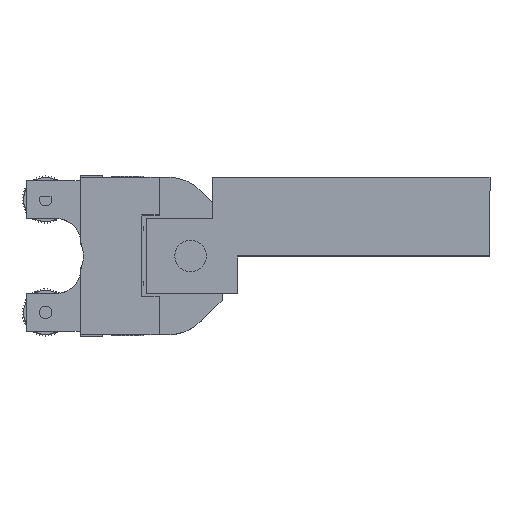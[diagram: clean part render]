
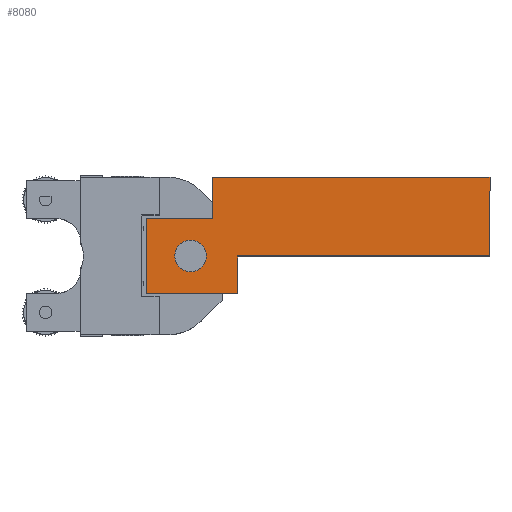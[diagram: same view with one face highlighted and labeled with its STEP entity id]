
A CAD part, top view. The second image highlights one B-rep face of the part: STEP entity #8080.
In plain terms, the highlighted face is planar.
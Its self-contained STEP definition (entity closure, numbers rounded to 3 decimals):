
#375=FACE_BOUND('',#1405,.T.);
#544=PLANE('',#8903);
#884=FACE_OUTER_BOUND('',#1404,.T.);
#1404=EDGE_LOOP('',(#6282,#6283,#6284,#6285,#6286,#6287,#6288,#6289));
#1405=EDGE_LOOP('',(#6290));
#2076=LINE('',#12926,#2685);
#2088=LINE('',#12952,#2697);
#2094=LINE('',#12963,#2703);
#2095=LINE('',#12967,#2704);
#2099=LINE('',#12975,#2708);
#2108=LINE('',#12989,#2717);
#2109=LINE('',#12990,#2718);
#2110=LINE('',#12991,#2719);
#2685=VECTOR('',#10521,10.);
#2697=VECTOR('',#10539,10.);
#2703=VECTOR('',#10547,10.);
#2704=VECTOR('',#10550,10.);
#2708=VECTOR('',#10556,10.);
#2717=VECTOR('',#10569,10.);
#2718=VECTOR('',#10570,10.);
#2719=VECTOR('',#10571,10.);
#3059=CIRCLE('',#8887,5.);
#3615=VERTEX_POINT('',#12902);
#3621=VERTEX_POINT('',#12923);
#3622=VERTEX_POINT('',#12925);
#3632=VERTEX_POINT('',#12950);
#3633=VERTEX_POINT('',#12951);
#3637=VERTEX_POINT('',#12961);
#3638=VERTEX_POINT('',#12965);
#3639=VERTEX_POINT('',#12966);
#3642=VERTEX_POINT('',#12974);
#4514=EDGE_CURVE('',#3615,#3615,#3059,.T.);
#4525=EDGE_CURVE('',#3622,#3621,#2076,.T.);
#4537=EDGE_CURVE('',#3632,#3633,#2088,.T.);
#4543=EDGE_CURVE('',#3633,#3637,#2094,.T.);
#4544=EDGE_CURVE('',#3638,#3639,#2095,.T.);
#4548=EDGE_CURVE('',#3642,#3632,#2099,.T.);
#4557=EDGE_CURVE('',#3637,#3622,#2108,.T.);
#4558=EDGE_CURVE('',#3621,#3638,#2109,.T.);
#4559=EDGE_CURVE('',#3642,#3639,#2110,.T.);
#6282=ORIENTED_EDGE('',*,*,#4537,.T.);
#6283=ORIENTED_EDGE('',*,*,#4543,.T.);
#6284=ORIENTED_EDGE('',*,*,#4557,.T.);
#6285=ORIENTED_EDGE('',*,*,#4525,.T.);
#6286=ORIENTED_EDGE('',*,*,#4558,.T.);
#6287=ORIENTED_EDGE('',*,*,#4544,.T.);
#6288=ORIENTED_EDGE('',*,*,#4559,.F.);
#6289=ORIENTED_EDGE('',*,*,#4548,.T.);
#6290=ORIENTED_EDGE('',*,*,#4514,.F.);
#8080=ADVANCED_FACE('',(#884,#375),#544,.F.);
#8887=AXIS2_PLACEMENT_3D('',#12903,#10496,#10497);
#8903=AXIS2_PLACEMENT_3D('',#12988,#10567,#10568);
#10496=DIRECTION('center_axis',(0.,0.,-1.));
#10497=DIRECTION('ref_axis',(-1.,0.,0.));
#10521=DIRECTION('',(1.,0.,0.));
#10539=DIRECTION('',(0.,1.,0.));
#10547=DIRECTION('',(-1.,0.,0.));
#10550=DIRECTION('',(1.,0.,0.));
#10556=DIRECTION('',(-1.,0.,0.));
#10567=DIRECTION('center_axis',(0.,0.,1.));
#10568=DIRECTION('ref_axis',(1.,0.,0.));
#10569=DIRECTION('',(0.,1.,0.));
#10570=DIRECTION('',(0.,-1.,0.));
#10571=DIRECTION('',(0.,1.,0.));
#12902=CARTESIAN_POINT('',(-28.006,1.416,-0.449));
#12903=CARTESIAN_POINT('Origin',(-28.006,6.416,-0.449));
#12923=CARTESIAN_POINT('',(-13.006,18.416,-0.449));
#12925=CARTESIAN_POINT('',(-42.006,18.416,-0.449));
#12926=CARTESIAN_POINT('',(-42.006,18.416,-0.449));
#12950=CARTESIAN_POINT('',(-21.006,-18.584,-0.449));
#12951=CARTESIAN_POINT('',(-21.006,-5.584,-0.449));
#12952=CARTESIAN_POINT('',(-21.006,-9.334,-0.449));
#12961=CARTESIAN_POINT('',(-42.006,-5.584,-0.449));
#12963=CARTESIAN_POINT('',(-8.335,-5.584,-0.449));
#12965=CARTESIAN_POINT('',(-13.006,6.416,-0.449));
#12966=CARTESIAN_POINT('',(66.994,6.416,-0.449));
#12967=CARTESIAN_POINT('',(-0.256,6.416,-0.449));
#12974=CARTESIAN_POINT('',(66.994,-18.584,-0.449));
#12975=CARTESIAN_POINT('',(66.994,-18.584,-0.449));
#12988=CARTESIAN_POINT('Origin',(12.494,-0.084,-0.449));
#12989=CARTESIAN_POINT('',(-42.006,-18.584,-0.449));
#12990=CARTESIAN_POINT('',(-13.006,9.166,-0.449));
#12991=CARTESIAN_POINT('',(66.994,9.166,-0.449));
